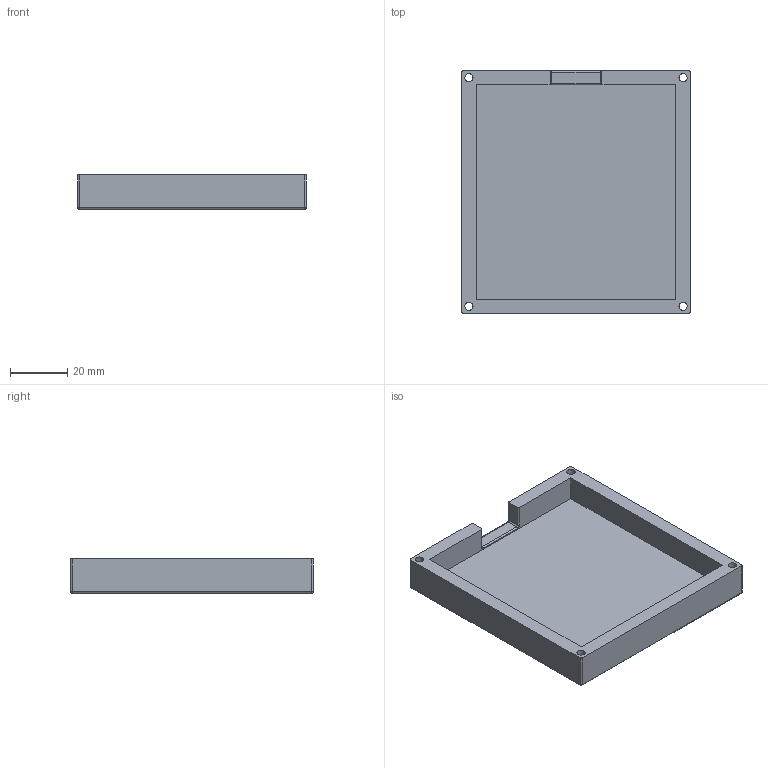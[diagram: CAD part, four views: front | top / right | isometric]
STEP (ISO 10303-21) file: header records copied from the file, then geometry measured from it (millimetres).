
FILE_DESCRIPTION(/* description */ (''),/* implementation_level */ '2;1');
FILE_NAME(/* name */ '730df3ce-8674-4bf0-8abd-b4e7f0d65804.stp',/* time_stamp */ '2026-02-08T17:34:03Z',/* author */ (''),/* organization */ (''),/* preprocessor_version */ 'ST-DEVELOPER v20.1',/* originating_system */ 'Autodesk Translation Framework v14.24.0.0',/* authorisation */ '');
FILE_SCHEMA (('AUTOMOTIVE_DESIGN { 1 0 10303 214 3 1 1 }'));
Length unit declared in the file: millimetre
Products named in the file (1): 2026-02-05-14-25-44-150
Bounding box: 80 x 85 x 12 mm (x, y, z)
Volume: 33293.7 mm3; surface area: 20250.2 mm2
Topology: 1 solids, 1 shells, 42 faces, 100 edges, 60 vertices
Faces by surface type: cylinder 20, plane 14, torus 4, sphere 4
Full cylindrical faces by diameter (mm): 2.9 x4
Entity records: 1257 total; most frequent: DIRECTION 230, CARTESIAN_POINT 203, ORIENTED_EDGE 200, EDGE_CURVE 100, AXIS2_PLACEMENT_3D 87, VERTEX_POINT 60, LINE 56, VECTOR 56
